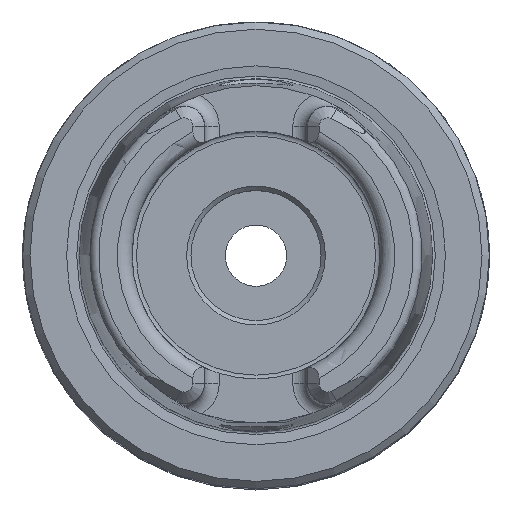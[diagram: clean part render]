
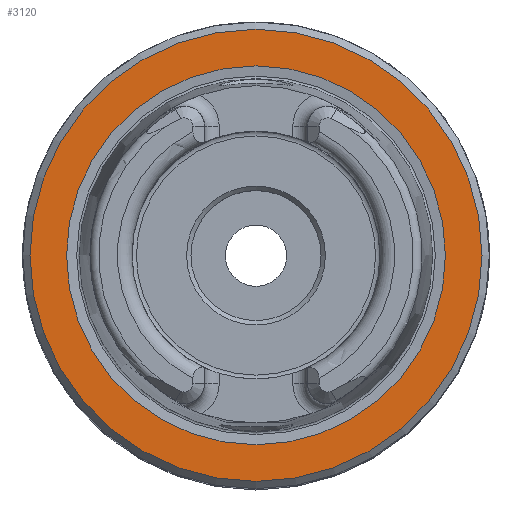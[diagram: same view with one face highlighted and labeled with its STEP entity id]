
A CAD part, top view. The second image highlights one B-rep face of the part: STEP entity #3120.
In plain terms, the highlighted planar face has unit normal (0, 0, 1).
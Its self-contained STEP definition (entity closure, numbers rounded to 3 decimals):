
#401=PLANE('',#3361);
#923=ORIENTED_EDGE('',*,*,#1286,.T.);
#924=ORIENTED_EDGE('',*,*,#1285,.F.);
#1285=EDGE_CURVE('',#1500,#1500,#1612,.T.);
#1286=EDGE_CURVE('',#1501,#1501,#1613,.T.);
#1500=VERTEX_POINT('',#5036);
#1501=VERTEX_POINT('',#5039);
#1612=CIRCLE('',#3360,12.99);
#1613=CIRCLE('',#3362,15.5);
#1773=EDGE_LOOP('',(#923));
#1774=EDGE_LOOP('',(#924));
#1962=FACE_BOUND('',#1773,.T.);
#1963=FACE_BOUND('',#1774,.T.);
#3120=ADVANCED_FACE('',(#1962,#1963),#401,.T.);
#3360=AXIS2_PLACEMENT_3D('',#5035,#3929,#3930);
#3361=AXIS2_PLACEMENT_3D('',#5037,#3931,#3932);
#3362=AXIS2_PLACEMENT_3D('',#5038,#3933,#3934);
#3929=DIRECTION('',(0.,0.,1.));
#3930=DIRECTION('',(1.,0.,0.));
#3931=DIRECTION('',(0.,0.,1.));
#3932=DIRECTION('',(1.,0.,0.));
#3933=DIRECTION('',(0.,0.,1.));
#3934=DIRECTION('',(1.,0.,0.));
#5035=CARTESIAN_POINT('',(0.,0.,0.));
#5036=CARTESIAN_POINT('',(12.99,0.,0.));
#5037=CARTESIAN_POINT('',(12.99,0.,0.));
#5038=CARTESIAN_POINT('',(0.,0.,0.));
#5039=CARTESIAN_POINT('',(15.5,0.,0.));
